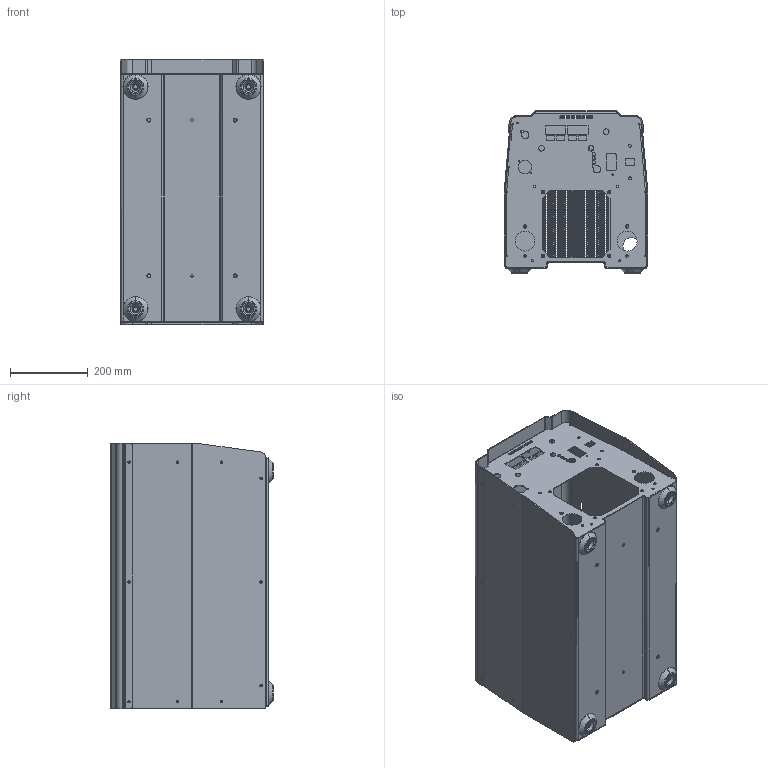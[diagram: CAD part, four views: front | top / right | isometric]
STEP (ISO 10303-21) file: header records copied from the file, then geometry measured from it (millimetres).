
FILE_DESCRIPTION (( 'STEP AP214' ), '1' );
FILE_NAME ('274174 - (Invision 450 MPa - Joined Shell).STEP', '2017-09-05T19:00:48', ( 'ITS' ), ( 'ITW Welding Group' ), 'SwSTEP 2.0', 'SolidWorks 2016', '' );
FILE_SCHEMA (( 'AUTOMOTIVE_DESIGN' ));
Length unit declared in the file: inch
Products named in the file (1): 274174 - (Invision 450 MPa - Joined Shell)
Bounding box: 368.95 x 416.44 x 681.58 mm (x, y, z)
Volume: 2913851.1 mm3; surface area: 2609646.5 mm2
Topology: 2 solids, 6 shells, 2210 faces, 6324 edges, 4158 vertices
Faces by surface type: cylinder 1182, plane 870, torus 96, cone 46, bspline 16
Entity records: 74993 total; most frequent: CARTESIAN_POINT 13375, DIRECTION 13240, ORIENTED_EDGE 12648, EDGE_CURVE 6324, AXIS2_PLACEMENT_3D 4807, VERTEX_POINT 4158, LINE 3626, VECTOR 3626
